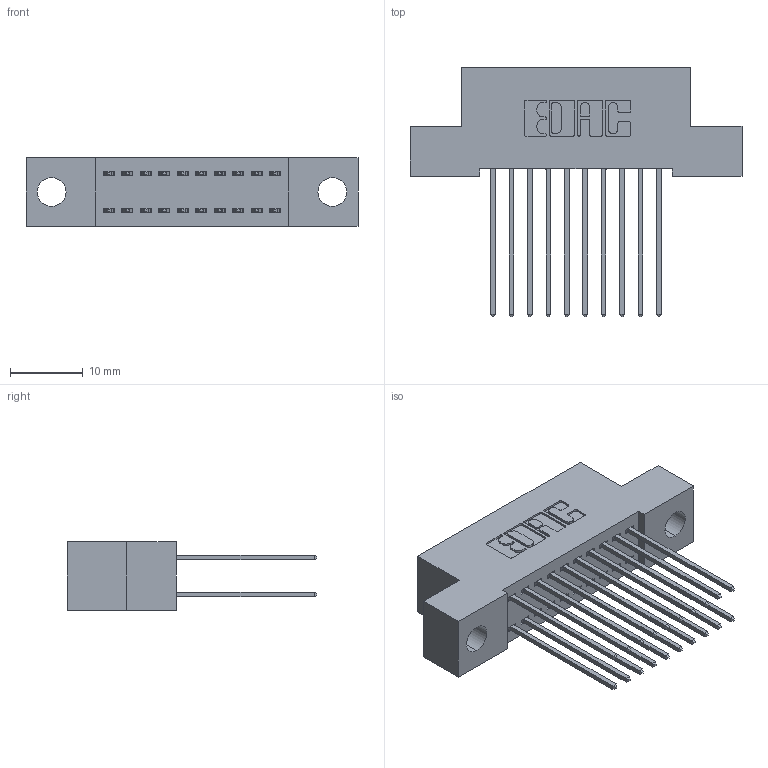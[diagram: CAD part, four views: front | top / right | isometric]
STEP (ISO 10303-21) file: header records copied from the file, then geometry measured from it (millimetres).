
FILE_DESCRIPTION (( 'STEP AP203' ), '1' );
FILE_NAME ('342-020-541-204.STEP', '2018-08-10T23:02:13', ( '' ), ( '' ), 'SwSTEP 2.0', 'SolidWorks 2016', '' );
FILE_SCHEMA (( 'CONFIG_CONTROL_DESIGN' ));
Length unit declared in the file: inch
Products named in the file (3): 342-020-541-204; 342 Part_.156 TH; 345-292-001_345-293-141
Assembly tree (21 placements, depth 2):
  342-020-541-204
    342 Part_.156 TH
    345-292-001_345-293-141  x20
Bounding box: 45.72 x 34.3 x 9.4 mm (x, y, z)
Volume: 3984.2 mm3; surface area: 6039.8 mm2
Topology: 21 solids, 21 shells, 1150 faces, 3399 edges, 2238 vertices
Faces by surface type: plane 786, cylinder 364
Entity records: 10461 total; most frequent: CARTESIAN_POINT 1770, ORIENTED_EDGE 1706, DIRECTION 1569, EDGE_CURVE 853, VECTOR 725, LINE 725, VERTEX_POINT 566, AXIS2_PLACEMENT_3D 422
